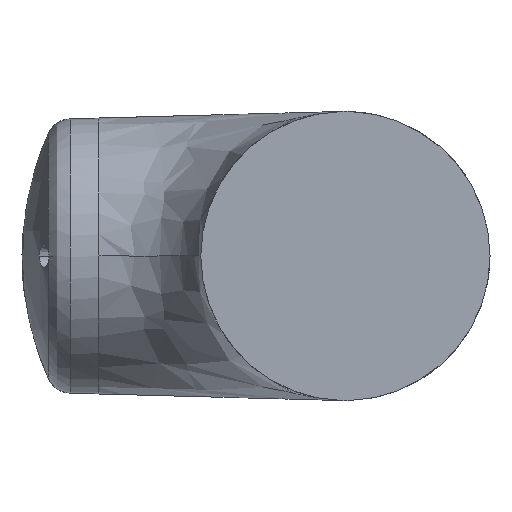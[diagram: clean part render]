
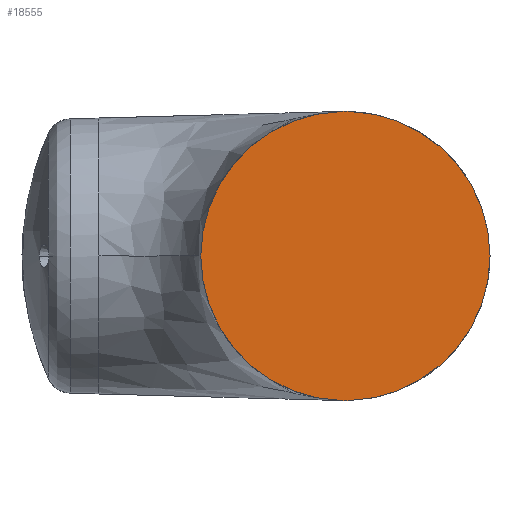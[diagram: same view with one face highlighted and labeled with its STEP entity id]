
A CAD part, left-side view. The second image highlights one B-rep face of the part: STEP entity #18555.
In plain terms, the highlighted planar face has unit normal (-1, 0, 0).
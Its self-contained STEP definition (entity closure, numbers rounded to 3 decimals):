
#545 = CIRCLE ( 'NONE', #14789, 52.8 ) ;
#943 = DIRECTION ( 'NONE',  ( -1., 0., 0. ) ) ;
#1036 = VERTEX_POINT ( 'NONE', #14190 ) ;
#1890 = CIRCLE ( 'NONE', #26145, 52.8 ) ;
#2115 = VERTEX_POINT ( 'NONE', #10579 ) ;
#2850 = EDGE_CURVE ( 'NONE', #2115, #25033, #17908, .T. ) ;
#3451 = AXIS2_PLACEMENT_3D ( 'NONE', #24013, #28601, #14950 ) ;
#3566 = CARTESIAN_POINT ( 'NONE',  ( 97., 1.428, 871.781 ) ) ;
#3854 = ORIENTED_EDGE ( 'NONE', *, *, #2850, .F. ) ;
#3881 = VERTEX_POINT ( 'NONE', #4886 ) ;
#3926 = ORIENTED_EDGE ( 'NONE', *, *, #13350, .T. ) ;
#4445 = ORIENTED_EDGE ( 'NONE', *, *, #19692, .F. ) ;
#4886 = CARTESIAN_POINT ( 'NONE',  ( 97., -52.8, 819. ) ) ;
#4899 = PLANE ( 'NONE',  #19720 ) ;
#5988 = DIRECTION ( 'NONE',  ( 0., 1., 0. ) ) ;
#6373 = VERTEX_POINT ( 'NONE', #28897 ) ;
#6947 = DIRECTION ( 'NONE',  ( 1., 0., 0. ) ) ;
#8285 = CIRCLE ( 'NONE', #18959, 52.8 ) ;
#9846 = EDGE_CURVE ( 'NONE', #3881, #1036, #15206, .T. ) ;
#10121 = ORIENTED_EDGE ( 'NONE', *, *, #10236, .T. ) ;
#10236 = EDGE_CURVE ( 'NONE', #6373, #25033, #1890, .T. ) ;
#10579 = CARTESIAN_POINT ( 'NONE',  ( 97., 1.428, 766.219 ) ) ;
#10818 = DIRECTION ( 'NONE',  ( 0., 1., 0. ) ) ;
#11200 = CARTESIAN_POINT ( 'NONE',  ( 97., 0., 819. ) ) ;
#11702 = EDGE_LOOP ( 'NONE', ( #10121, #3854, #3926, #22099, #4445 ) ) ;
#12393 = CARTESIAN_POINT ( 'NONE',  ( 97., 0., 819. ) ) ;
#13350 = EDGE_CURVE ( 'NONE', #2115, #1036, #545, .T. ) ;
#14190 = CARTESIAN_POINT ( 'NONE',  ( 97., -1.428, 766.219 ) ) ;
#14789 = AXIS2_PLACEMENT_3D ( 'NONE', #11200, #18005, #10818 ) ;
#14950 = DIRECTION ( 'NONE',  ( 0., 1., 0. ) ) ;
#14989 = DIRECTION ( 'NONE',  ( 1., 0., 0. ) ) ;
#15206 = CIRCLE ( 'NONE', #28230, 52.8 ) ;
#17287 = DIRECTION ( 'NONE',  ( 0., 1., 0. ) ) ;
#17908 = CIRCLE ( 'NONE', #3451, 52.8 ) ;
#18005 = DIRECTION ( 'NONE',  ( -1., 0., 0. ) ) ;
#18555 = ADVANCED_FACE ( 'NONE', ( #27965 ), #4899, .F. ) ;
#18959 = AXIS2_PLACEMENT_3D ( 'NONE', #26055, #14989, #17287 ) ;
#19692 = EDGE_CURVE ( 'NONE', #6373, #3881, #8285, .T. ) ;
#19693 = CARTESIAN_POINT ( 'NONE',  ( 97., 0., 819. ) ) ;
#19720 = AXIS2_PLACEMENT_3D ( 'NONE', #27494, #6947, #27392 ) ;
#22099 = ORIENTED_EDGE ( 'NONE', *, *, #9846, .F. ) ;
#24013 = CARTESIAN_POINT ( 'NONE',  ( 97., 0., 819. ) ) ;
#25033 = VERTEX_POINT ( 'NONE', #3566 ) ;
#25692 = DIRECTION ( 'NONE',  ( 1., 0., 0. ) ) ;
#26055 = CARTESIAN_POINT ( 'NONE',  ( 97., 0., 819. ) ) ;
#26145 = AXIS2_PLACEMENT_3D ( 'NONE', #19693, #943, #5988 ) ;
#27392 = DIRECTION ( 'NONE',  ( 0., 1., 0. ) ) ;
#27494 = CARTESIAN_POINT ( 'NONE',  ( 97., 0., 819. ) ) ;
#27965 = FACE_OUTER_BOUND ( 'NONE', #11702, .T. ) ;
#28072 = DIRECTION ( 'NONE',  ( 0., 1., 0. ) ) ;
#28230 = AXIS2_PLACEMENT_3D ( 'NONE', #12393, #25692, #28072 ) ;
#28601 = DIRECTION ( 'NONE',  ( 1., 0., 0. ) ) ;
#28897 = CARTESIAN_POINT ( 'NONE',  ( 97., -1.428, 871.781 ) ) ;
